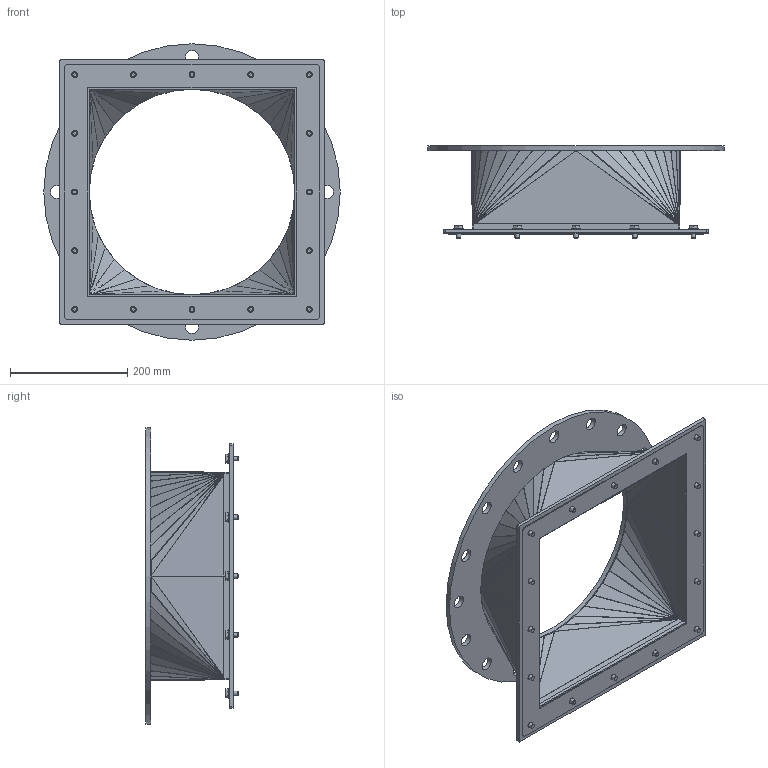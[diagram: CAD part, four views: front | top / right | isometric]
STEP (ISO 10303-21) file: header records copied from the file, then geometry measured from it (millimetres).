
FILE_DESCRIPTION(/* description */ (''),/* implementation_level */ '2;1');
FILE_NAME(/* name */ 'A513_030000.stp',/* time_stamp */ '2019-04-30T14:22:24+02:00',/* author */ ('pw'),/* organization */ (''),/* preprocessor_version */ 'ST-DEVELOPER v16.5',/* originating_system */ 'Autodesk Inventor 2017',/* authorisation */ '');
FILE_SCHEMA (('AUTOMOTIVE_DESIGN { 1 0 10303 214 3 1 1 }'));
Length unit declared in the file: millimetre
Products named in the file (1): A513_030000
Bounding box: 505 x 156.91 x 505 mm (x, y, z)
Volume: 1727864.2 mm3; surface area: 777514.6 mm2
Topology: 1 solids, 1 shells, 959 faces, 1968 edges, 1102 vertices
Faces by surface type: plane 385, cylinder 262, bspline 184, cone 128
Full cylindrical faces by diameter (mm): 7.323 x16, 8 x16, 8.4 x16, 10 x48, 11.4 x16, 16 x16, 22 x16, 350 x1, 505 x1
Entity records: 26496 total; most frequent: CARTESIAN_POINT 7320, DIRECTION 3626, ORIENTED_EDGE 3484, EDGE_CURVE 1742, AXIS2_PLACEMENT_3D 1380, EDGE_LOOP 1274, VERTEX_POINT 1054, STYLED_ITEM 960
